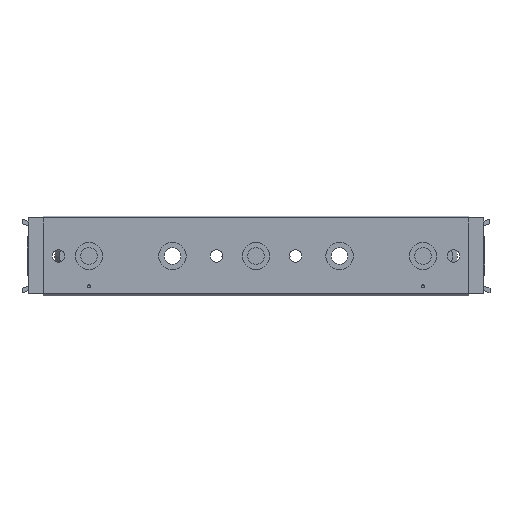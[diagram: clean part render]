
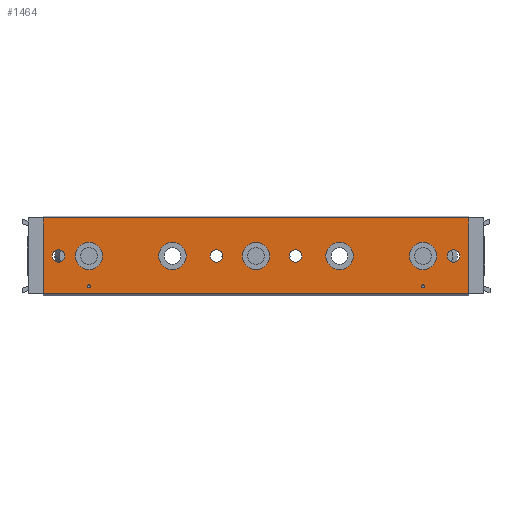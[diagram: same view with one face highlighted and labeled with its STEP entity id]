
A CAD part, top view. The second image highlights one B-rep face of the part: STEP entity #1464.
In plain terms, the highlighted planar face has unit normal (0, 0, 1).
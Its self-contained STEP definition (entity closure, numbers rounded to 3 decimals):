
#129=CARTESIAN_POINT('',(55.5,-10.,5.0));
#130=VERTEX_POINT('',#129);
#131=CARTESIAN_POINT('',(55.,-10.,5.0));
#132=DIRECTION('',(0.0,0.0,-1.0));
#133=DIRECTION('',(1.0,0.0,0.0));
#134=AXIS2_PLACEMENT_3D('',#131,#132,#133);
#135=CIRCLE('',#134,0.5);
#136=EDGE_CURVE('',#130,#130,#135,.T.);
#166=CARTESIAN_POINT('',(-54.5,-10.,5.0));
#167=VERTEX_POINT('',#166);
#168=CARTESIAN_POINT('',(-55.,-10.,5.0));
#169=DIRECTION('',(0.0,0.0,-1.0));
#170=DIRECTION('',(1.0,0.0,0.0));
#171=AXIS2_PLACEMENT_3D('',#168,#169,#170);
#172=CIRCLE('',#171,0.5);
#173=EDGE_CURVE('',#167,#167,#172,.T.);
#260=CARTESIAN_POINT('',(10.933,0.,5.0));
#261=VERTEX_POINT('',#260);
#262=CARTESIAN_POINT('',(13.,0.,5.0));
#263=DIRECTION('',(0.0,0.0,-1.0));
#264=DIRECTION('',(-1.0,0.0,0.0));
#265=AXIS2_PLACEMENT_3D('',#262,#263,#264);
#266=CIRCLE('',#265,2.067);
#267=EDGE_CURVE('',#261,#261,#266,.T.);
#288=CARTESIAN_POINT('',(62.933,0.,5.0));
#289=VERTEX_POINT('',#288);
#290=CARTESIAN_POINT('',(65.0,0.,5.0));
#291=DIRECTION('',(0.0,0.0,-1.0));
#292=DIRECTION('',(-1.0,0.0,0.0));
#293=AXIS2_PLACEMENT_3D('',#290,#291,#292);
#294=CIRCLE('',#293,2.067);
#295=EDGE_CURVE('',#289,#289,#294,.T.);
#605=CARTESIAN_POINT('',(-70.,-12.5,5.0));
#606=VERTEX_POINT('',#605);
#613=CARTESIAN_POINT('',(-70.0,12.5,5.0));
#614=VERTEX_POINT('',#613);
#615=CARTESIAN_POINT('',(-70.,-12.5,5.0));
#616=DIRECTION('',(0.0,1.0,0.0));
#617=VECTOR('',#616,25.0);
#618=LINE('',#615,#617);
#619=EDGE_CURVE('',#606,#614,#618,.T.);
#782=CARTESIAN_POINT('',(32.,0.,5.0));
#783=VERTEX_POINT('',#782);
#784=CARTESIAN_POINT('',(27.5,0.,5.0));
#785=DIRECTION('',(0.0,0.0,-1.0));
#786=DIRECTION('',(1.0,0.0,0.0));
#787=AXIS2_PLACEMENT_3D('',#784,#785,#786);
#788=CIRCLE('',#787,4.5);
#789=EDGE_CURVE('',#783,#783,#788,.T.);
#890=CARTESIAN_POINT('',(-23.,0.,5.0));
#891=VERTEX_POINT('',#890);
#892=CARTESIAN_POINT('',(-27.5,0.,5.0));
#893=DIRECTION('',(0.0,0.0,-1.0));
#894=DIRECTION('',(1.0,0.0,0.0));
#895=AXIS2_PLACEMENT_3D('',#892,#893,#894);
#896=CIRCLE('',#895,4.5);
#897=EDGE_CURVE('',#891,#891,#896,.T.);
#998=CARTESIAN_POINT('',(59.5,0.,5.0));
#999=VERTEX_POINT('',#998);
#1000=CARTESIAN_POINT('',(55.,0.,5.0));
#1001=DIRECTION('',(0.0,0.0,-1.0));
#1002=DIRECTION('',(1.0,0.0,0.0));
#1003=AXIS2_PLACEMENT_3D('',#1000,#1001,#1002);
#1004=CIRCLE('',#1003,4.5);
#1005=EDGE_CURVE('',#999,#999,#1004,.T.);
#1106=CARTESIAN_POINT('',(4.5,0.,5.0));
#1107=VERTEX_POINT('',#1106);
#1108=CARTESIAN_POINT('',(0.,0.,5.0));
#1109=DIRECTION('',(0.0,0.0,-1.0));
#1110=DIRECTION('',(1.0,0.0,0.0));
#1111=AXIS2_PLACEMENT_3D('',#1108,#1109,#1110);
#1112=CIRCLE('',#1111,4.5);
#1113=EDGE_CURVE('',#1107,#1107,#1112,.T.);
#1214=CARTESIAN_POINT('',(-50.5,0.,5.0));
#1215=VERTEX_POINT('',#1214);
#1216=CARTESIAN_POINT('',(-55.,0.,5.0));
#1217=DIRECTION('',(0.0,0.0,-1.0));
#1218=DIRECTION('',(1.0,0.0,0.0));
#1219=AXIS2_PLACEMENT_3D('',#1216,#1217,#1218);
#1220=CIRCLE('',#1219,4.5);
#1221=EDGE_CURVE('',#1215,#1215,#1220,.T.);
#1246=CARTESIAN_POINT('',(-10.933,0.,5.0));
#1247=VERTEX_POINT('',#1246);
#1248=CARTESIAN_POINT('',(-13.,0.,5.0));
#1249=DIRECTION('',(0.0,0.0,-1.0));
#1250=DIRECTION('',(1.0,0.0,0.0));
#1251=AXIS2_PLACEMENT_3D('',#1248,#1249,#1250);
#1252=CIRCLE('',#1251,2.067);
#1253=EDGE_CURVE('',#1247,#1247,#1252,.T.);
#1274=CARTESIAN_POINT('',(-62.933,0.,5.0));
#1275=VERTEX_POINT('',#1274);
#1276=CARTESIAN_POINT('',(-65.0,0.,5.0));
#1277=DIRECTION('',(0.0,0.0,-1.0));
#1278=DIRECTION('',(1.0,0.0,0.0));
#1279=AXIS2_PLACEMENT_3D('',#1276,#1277,#1278);
#1280=CIRCLE('',#1279,2.067);
#1281=EDGE_CURVE('',#1275,#1275,#1280,.T.);
#1346=CARTESIAN_POINT('',(70.0,12.5,5.0));
#1347=VERTEX_POINT('',#1346);
#1348=CARTESIAN_POINT('',(-70.0,12.5,5.0));
#1349=DIRECTION('',(1.0,0.0,0.0));
#1350=VECTOR('',#1349,140.0);
#1351=LINE('',#1348,#1350);
#1352=EDGE_CURVE('',#614,#1347,#1351,.T.);
#1377=CARTESIAN_POINT('',(70.0,-12.5,5.0));
#1378=VERTEX_POINT('',#1377);
#1379=CARTESIAN_POINT('',(70.0,12.5,5.0));
#1380=DIRECTION('',(0.0,-1.0,0.0));
#1381=VECTOR('',#1380,25.);
#1382=LINE('',#1379,#1381);
#1383=EDGE_CURVE('',#1347,#1378,#1382,.T.);
#1408=CARTESIAN_POINT('',(70.0,-12.5,5.0));
#1409=DIRECTION('',(-1.0,0.0,0.0));
#1410=VECTOR('',#1409,140.0);
#1411=LINE('',#1408,#1410);
#1412=EDGE_CURVE('',#1378,#606,#1411,.T.);
#1420=CARTESIAN_POINT('',(0.,0.,5.0));
#1421=DIRECTION('',(0.0,0.0,1.0));
#1422=DIRECTION('',(1.0,0.0,0.0));
#1423=AXIS2_PLACEMENT_3D('',#1420,#1421,#1422);
#1424=PLANE('',#1423);
#1425=ORIENTED_EDGE('',*,*,#619,.F.);
#1426=ORIENTED_EDGE('',*,*,#1412,.F.);
#1427=ORIENTED_EDGE('',*,*,#1383,.F.);
#1428=ORIENTED_EDGE('',*,*,#1352,.F.);
#1429=EDGE_LOOP('',(#1425,#1426,#1427,#1428));
#1430=FACE_OUTER_BOUND('',#1429,.T.);
#1431=ORIENTED_EDGE('',*,*,#136,.T.);
#1432=EDGE_LOOP('',(#1431));
#1433=FACE_BOUND('',#1432,.T.);
#1434=ORIENTED_EDGE('',*,*,#173,.T.);
#1435=EDGE_LOOP('',(#1434));
#1436=FACE_BOUND('',#1435,.T.);
#1437=ORIENTED_EDGE('',*,*,#267,.T.);
#1438=EDGE_LOOP('',(#1437));
#1439=FACE_BOUND('',#1438,.T.);
#1440=ORIENTED_EDGE('',*,*,#295,.T.);
#1441=EDGE_LOOP('',(#1440));
#1442=FACE_BOUND('',#1441,.T.);
#1443=ORIENTED_EDGE('',*,*,#789,.T.);
#1444=EDGE_LOOP('',(#1443));
#1445=FACE_BOUND('',#1444,.T.);
#1446=ORIENTED_EDGE('',*,*,#897,.T.);
#1447=EDGE_LOOP('',(#1446));
#1448=FACE_BOUND('',#1447,.T.);
#1449=ORIENTED_EDGE('',*,*,#1005,.T.);
#1450=EDGE_LOOP('',(#1449));
#1451=FACE_BOUND('',#1450,.T.);
#1452=ORIENTED_EDGE('',*,*,#1113,.T.);
#1453=EDGE_LOOP('',(#1452));
#1454=FACE_BOUND('',#1453,.T.);
#1455=ORIENTED_EDGE('',*,*,#1221,.T.);
#1456=EDGE_LOOP('',(#1455));
#1457=FACE_BOUND('',#1456,.T.);
#1458=ORIENTED_EDGE('',*,*,#1253,.T.);
#1459=EDGE_LOOP('',(#1458));
#1460=FACE_BOUND('',#1459,.T.);
#1461=ORIENTED_EDGE('',*,*,#1281,.T.);
#1462=EDGE_LOOP('',(#1461));
#1463=FACE_BOUND('',#1462,.T.);
#1464=ADVANCED_FACE('',(#1430,#1433,#1436,#1439,#1442,#1445,#1448,#1451,#1454,#1457,#1460,#1463),#1424,.T.);
